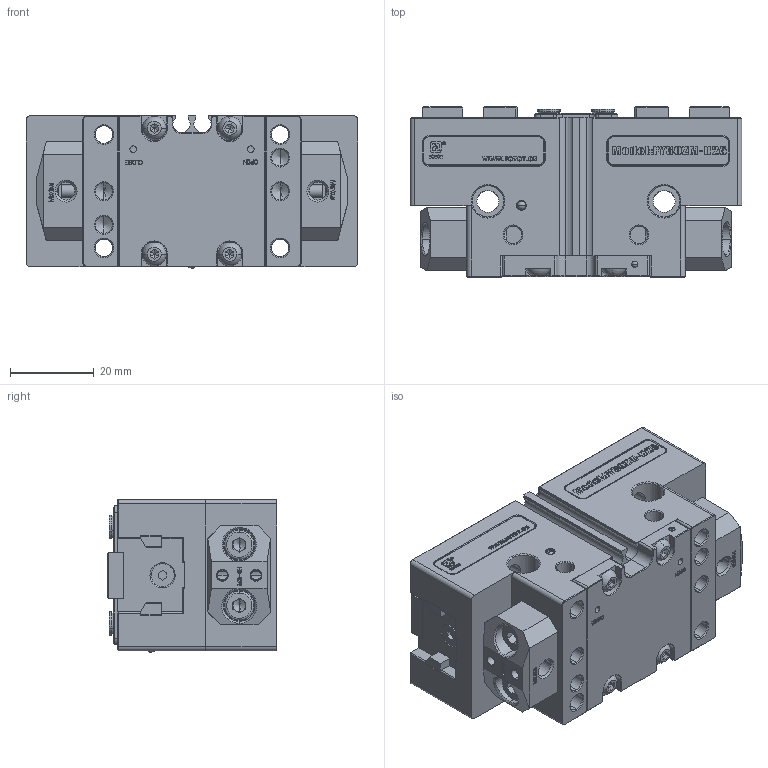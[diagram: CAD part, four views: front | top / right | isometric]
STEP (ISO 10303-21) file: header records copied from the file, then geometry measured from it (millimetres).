
FILE_DESCRIPTION (( 'STEP AP203' ), '1' );
FILE_NAME ('FY30ZM-D25.STEP', '2026-01-05T02:06:37', ( 'User' ), ( 'Microsoft' ), 'SwSTEP 2.0', 'SolidWorks 2015', '' );
FILE_SCHEMA (( 'CONFIG_CONTROL_DESIGN' ));
Length unit declared in the file: millimetre
Products named in the file (23): 导轨款两爪D25梯形导轨; 6X6润滑脂嘴体标准款; 导轨款两爪D25调节螺钉; hexagon socket head cap screws gb_GB_FASTENER_SCREWS_HSHCS M2X5-N; 钢球标准款; D45三爪感应头; 絳寢遴謗蛈D20棠沺; 6X6润滑脂总成标准款; 絳寢遴謗蛈D25ヶ猾裔2; 絳寢遴謗蛈D25綴裔; hexagon socket head cap screws gb_GB_FASTENER_SCREWS_HSHCS M4X8-N; 絳寢遴謗蛈D25猾裔LOGO; hexagon socket button head screws gb_GB_SOCKET_TYPE7 M3X8-N; FY30ZM-D25; 接近开关安装支架; hexagon socket countersunk head screws gb_GB_FASTENER_SCREWS_HSCHS M3X8-N; hexagon socket head cap screws gb_GB_FASTENER_SCREWS_HSHCS M2X6-N; 絳寢遴謗蛈D25賑輸; 钢球2.1; 导轨款两爪D25防尘片无孔; 絳寢遴謗蛈D25褲极; 1.5875; 导轨款两爪D25滑块组件
Assembly tree (55 placements, depth 3):
  FY30ZM-D25
    絳寢遴謗蛈D25褲极
    导轨款两爪D25梯形导轨  x2
    hexagon socket head cap screws gb_GB_FASTENER_SCREWS_HSHCS M2X5-N  x6
    絳寢遴謗蛈D20棠沺
    絳寢遴謗蛈D25綴裔
    hexagon socket button head screws gb_GB_SOCKET_TYPE7 M3X8-N  x4
    hexagon socket countersunk head screws gb_GB_FASTENER_SCREWS_HSCHS M3X8-N  x4
    导轨款两爪D25滑块组件  x2
      絳寢遴謗蛈D25賑輸
      导轨款两爪D25防尘片无孔
    导轨款两爪D25调节螺钉  x2
    D45三爪感应头  x2
    絳寢遴謗蛈D25ヶ猾裔2
    絳寢遴謗蛈D25猾裔LOGO  x4
    接近开关安装支架  x2
    hexagon socket head cap screws gb_GB_FASTENER_SCREWS_HSHCS M2X6-N  x12
    钢球2.1
    1.5875
    6X6润滑脂总成标准款
      6X6润滑脂嘴体标准款
      钢球标准款
    hexagon socket head cap screws gb_GB_FASTENER_SCREWS_HSHCS M4X8-N  x4
Bounding box: 79 x 40.5 x 36.36 mm (x, y, z)
Volume: 85364.9 mm3; surface area: 48871 mm2
Topology: 56 solids, 56 shells, 4437 faces, 11252 edges, 7151 vertices
Faces by surface type: plane 2474, bspline 788, cylinder 587, cone 512, torus 62, sphere 14
Entity records: 81174 total; most frequent: CARTESIAN_POINT 33038, ORIENTED_EDGE 9596, DIRECTION 8491, EDGE_CURVE 4798, LINE 3099, VECTOR 3099, VERTEX_POINT 3051, AXIS2_PLACEMENT_3D 2696
